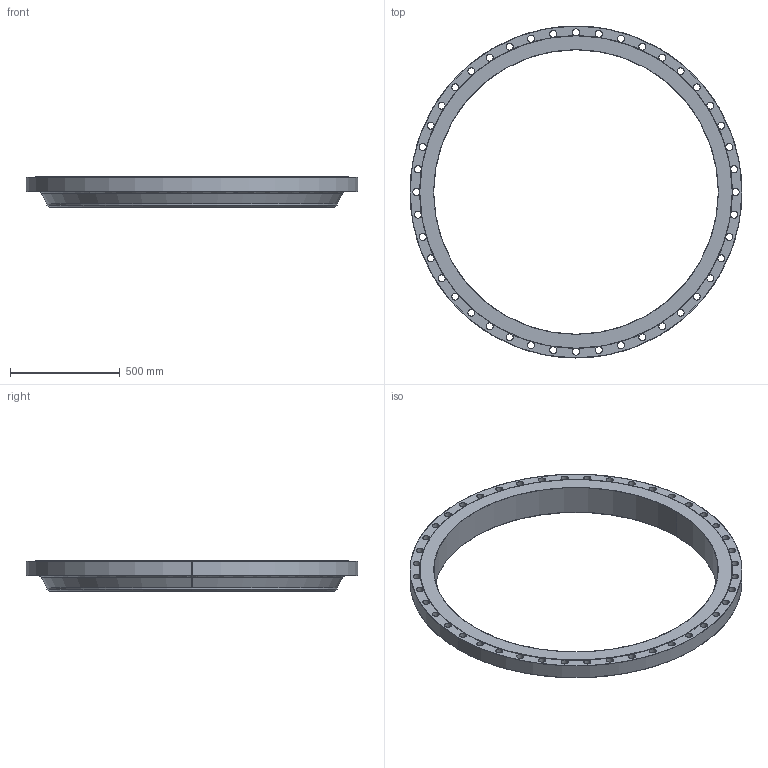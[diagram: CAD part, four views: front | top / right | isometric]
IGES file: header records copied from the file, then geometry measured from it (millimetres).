
Start section: SolidWorks IGES file using analytic representation for surfaces
Global section: file name: 52_CL175_B161_RF_WNF_OB_XH.IGS; native system: SolidWorks 2023; preprocessor: SolidWorks 2023; author: Ken_Snader; date: 240118.045721; units: inch
Bounding box: 1511.3 x 1511.3 x 138.11 mm (x, y, z)
Surface area: 2234084.5 mm2 (no closed solid volume)
Topology: 0 solids, 0 shells, 106 faces, 2504 edges, 2460 vertices
Faces by surface type: revolution 100, bspline 6
